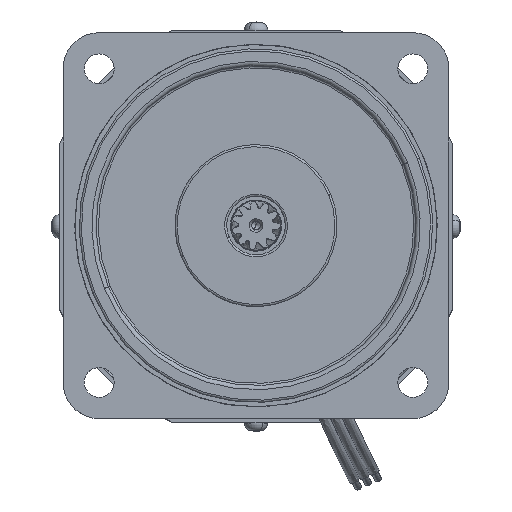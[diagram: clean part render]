
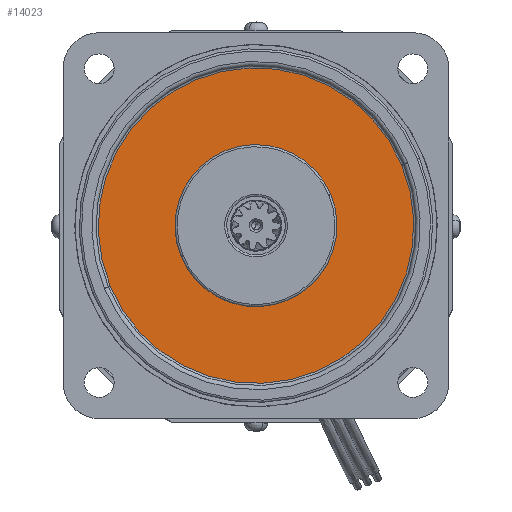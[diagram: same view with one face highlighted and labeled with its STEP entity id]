
A CAD part, top view. The second image highlights one B-rep face of the part: STEP entity #14023.
In plain terms, the highlighted face is planar.
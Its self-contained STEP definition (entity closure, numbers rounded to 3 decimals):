
#8276 = CARTESIAN_POINT ( 'NONE',  ( 37., 0., -20.5 ) ) ;
#8395 = AXIS2_PLACEMENT_3D ( 'NONE', #8420, #8455, #8454 ) ;
#8401 = CIRCLE ( 'NONE', #8395, 19. ) ;
#8420 = CARTESIAN_POINT ( 'NONE',  ( 0., 0., -20.5 ) ) ;
#8430 = DIRECTION ( 'NONE',  ( 1., 0., 0. ) ) ;
#8431 = CARTESIAN_POINT ( 'NONE',  ( 0., 0., -20.5 ) ) ;
#8432 = DIRECTION ( 'NONE',  ( 0., 0., 1. ) ) ;
#8433 = CARTESIAN_POINT ( 'NONE',  ( 0., 0., -20.5 ) ) ;
#8437 = DIRECTION ( 'NONE',  ( 0., 0., -1. ) ) ;
#8438 = CIRCLE ( 'NONE', #8441, 19. ) ;
#8439 = AXIS2_PLACEMENT_3D ( 'NONE', #8433, #8437, #8430 ) ;
#8441 = AXIS2_PLACEMENT_3D ( 'NONE', #8431, #8432, #8704 ) ;
#8453 = CIRCLE ( 'NONE', #8439, 37. ) ;
#8454 = DIRECTION ( 'NONE',  ( 1., 0., 0. ) ) ;
#8455 = DIRECTION ( 'NONE',  ( 0., 0., 1. ) ) ;
#8478 = CARTESIAN_POINT ( 'NONE',  ( -37., 0., -20.5 ) ) ;
#8539 = CARTESIAN_POINT ( 'NONE',  ( -19., 0., -20.5 ) ) ;
#8585 = CARTESIAN_POINT ( 'NONE',  ( 19., 0., -20.5 ) ) ;
#8693 = FACE_BOUND ( 'NONE', #14027, .T. ) ;
#8694 = CARTESIAN_POINT ( 'NONE',  ( 0., 37.5, -20.5 ) ) ;
#8699 = FACE_OUTER_BOUND ( 'NONE', #14035, .T. ) ;
#8702 = AXIS2_PLACEMENT_3D ( 'NONE', #8694, #8708, #8716 ) ;
#8704 = DIRECTION ( 'NONE',  ( 1., 0., 0. ) ) ;
#8706 = PLANE ( 'NONE',  #8702 ) ;
#8708 = DIRECTION ( 'NONE',  ( 0., 0., 1. ) ) ;
#8716 = DIRECTION ( 'NONE',  ( 1., 0., 0. ) ) ;
#8730 = DIRECTION ( 'NONE',  ( 1., 0., 0. ) ) ;
#8731 = DIRECTION ( 'NONE',  ( 0., 0., -1. ) ) ;
#8732 = CARTESIAN_POINT ( 'NONE',  ( 0., 0., -20.5 ) ) ;
#8733 = AXIS2_PLACEMENT_3D ( 'NONE', #8732, #8731, #8730 ) ;
#8737 = CIRCLE ( 'NONE', #8733, 37. ) ;
#13823 = VERTEX_POINT ( 'NONE', #8276 ) ;
#13870 = EDGE_CURVE ( 'NONE', #13941, #13939, #8401, .T. ) ;
#13879 = EDGE_CURVE ( 'NONE', #13823, #13900, #8453, .T. ) ;
#13900 = VERTEX_POINT ( 'NONE', #8478 ) ;
#13939 = VERTEX_POINT ( 'NONE', #8539 ) ;
#13941 = VERTEX_POINT ( 'NONE', #8585 ) ;
#14023 = ADVANCED_FACE ( 'NONE', ( #8699, #8693 ), #8706, .F. ) ;
#14025 = EDGE_CURVE ( 'NONE', #13939, #13941, #8438, .T. ) ;
#14026 = ORIENTED_EDGE ( 'NONE', *, *, #14038, .T. ) ;
#14027 = EDGE_LOOP ( 'NONE', ( #14028, #14031 ) ) ;
#14028 = ORIENTED_EDGE ( 'NONE', *, *, #13870, .T. ) ;
#14031 = ORIENTED_EDGE ( 'NONE', *, *, #14025, .T. ) ;
#14035 = EDGE_LOOP ( 'NONE', ( #14043, #14026 ) ) ;
#14038 = EDGE_CURVE ( 'NONE', #13900, #13823, #8737, .T. ) ;
#14043 = ORIENTED_EDGE ( 'NONE', *, *, #13879, .T. ) ;
